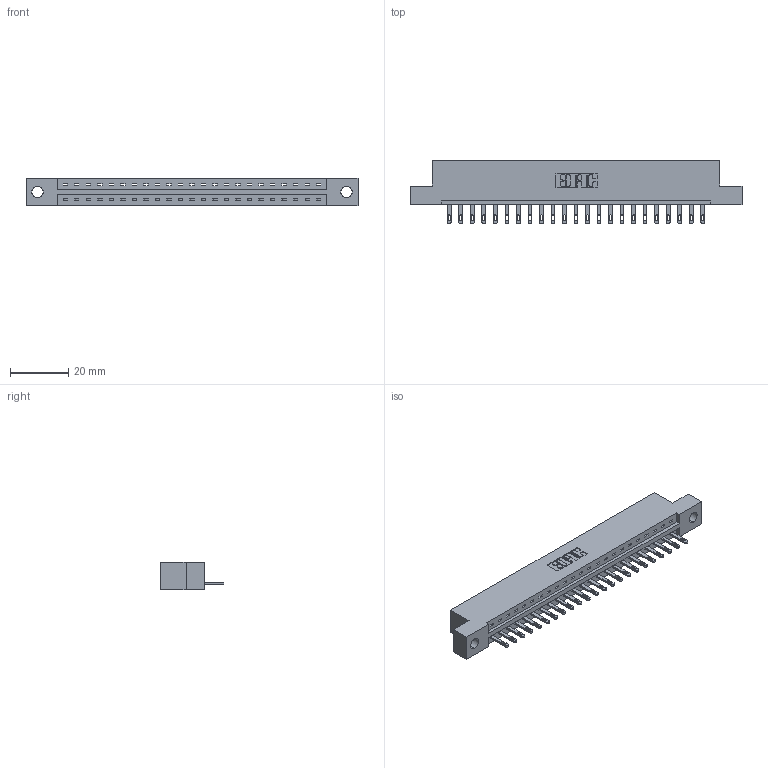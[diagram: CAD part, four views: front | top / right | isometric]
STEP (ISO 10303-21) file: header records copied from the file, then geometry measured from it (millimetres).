
FILE_DESCRIPTION (( 'STEP AP203' ), '1' );
FILE_NAME ('887-023-500-104.STEP', '2020-09-20T18:50:15', ( '' ), ( '' ), 'SwSTEP 2.0', 'SolidWorks 2020', '' );
FILE_SCHEMA (( 'CONFIG_CONTROL_DESIGN' ));
Length unit declared in the file: inch
Products named in the file (3): 345-292-001_345-293-100; 887-023-500-104; 837 Part_Flush Mounting Lugs - 0.156 Dia-TH
Assembly tree (24 placements, depth 2):
  887-023-500-104
    837 Part_Flush Mounting Lugs - 0.156 Dia-TH
    345-292-001_345-293-100  x23
Bounding box: 114.15 x 21.85 x 9.4 mm (x, y, z)
Volume: 11552.3 mm3; surface area: 11681.2 mm2
Topology: 24 solids, 24 shells, 1448 faces, 4451 edges, 2966 vertices
Faces by surface type: plane 990, cylinder 458
Entity records: 19487 total; most frequent: CARTESIAN_POINT 3399, ORIENTED_EDGE 3358, DIRECTION 2901, EDGE_CURVE 1679, LINE 1547, VECTOR 1547, VERTEX_POINT 1118, AXIS2_PLACEMENT_3D 677
